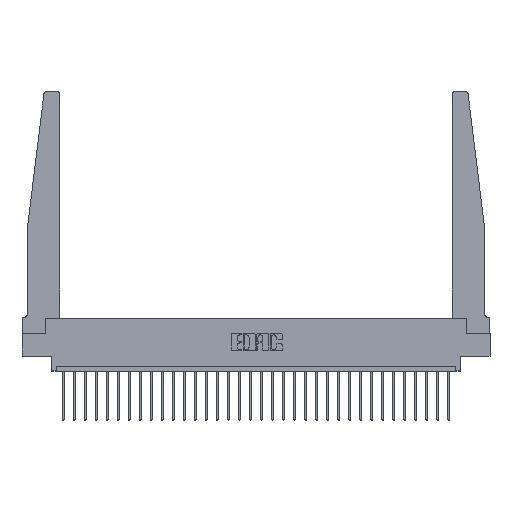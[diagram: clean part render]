
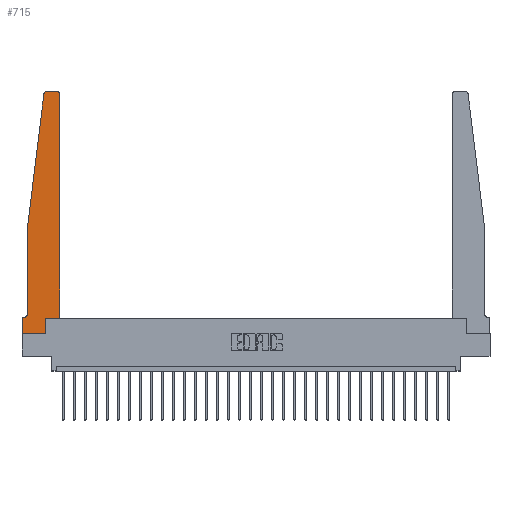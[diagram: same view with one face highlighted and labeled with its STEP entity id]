
A CAD part, top view. The second image highlights one B-rep face of the part: STEP entity #715.
In plain terms, the highlighted planar face has unit normal (0, 0, 1).
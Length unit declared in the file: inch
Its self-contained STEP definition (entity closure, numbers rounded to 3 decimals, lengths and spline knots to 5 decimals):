
#87 = AXIS2_PLACEMENT_3D ( 'NONE', #26779, #20749, #10063 ) ;
#201 = DIRECTION ( 'NONE',  ( 1., 0., 0. ) ) ;
#386 = ORIENTED_EDGE ( 'NONE', *, *, #8840, .T. ) ;
#415 = EDGE_CURVE ( 'NONE', #11466, #18058, #5215, .T. ) ;
#475 = ORIENTED_EDGE ( 'NONE', *, *, #15326, .T. ) ;
#510 = EDGE_CURVE ( 'NONE', #8210, #17546, #23100, .T. ) ;
#512 = ORIENTED_EDGE ( 'NONE', *, *, #6082, .T. ) ;
#613 = DIRECTION ( 'NONE',  ( 0., 0., 1. ) ) ;
#707 = LINE ( 'NONE', #12009, #13570 ) ;
#715 = ADVANCED_FACE ( 'NONE', ( #7190 ), #13316, .T. ) ;
#879 = CARTESIAN_POINT ( 'NONE',  ( 0.065, 0.1875, 0.37 ) ) ;
#927 = AXIS2_PLACEMENT_3D ( 'NONE', #6653, #13177, #17706 ) ;
#1034 = VECTOR ( 'NONE', #26768, 39.37008 ) ;
#1073 = DIRECTION ( 'NONE',  ( -1., 0., 0. ) ) ;
#2554 = EDGE_CURVE ( 'NONE', #3332, #23889, #8412, .T. ) ;
#3332 = VERTEX_POINT ( 'NONE', #4907 ) ;
#4174 = VERTEX_POINT ( 'NONE', #22566 ) ;
#4331 = CARTESIAN_POINT ( 'NONE',  ( 0.395, 2.75, 0.37 ) ) ;
#4509 = LINE ( 'NONE', #23024, #22432 ) ;
#4653 = DIRECTION ( 'NONE',  ( 0., 0., 1. ) ) ;
#4907 = CARTESIAN_POINT ( 'NONE',  ( 0.2605, 0., 0.37 ) ) ;
#5065 = VECTOR ( 'NONE', #11142, 39.37008 ) ;
#5215 = CIRCLE ( 'NONE', #23727, 0.03 ) ;
#6082 = EDGE_CURVE ( 'NONE', #22791, #19890, #6920, .T. ) ;
#6317 = DIRECTION ( 'NONE',  ( 0., -1., 0. ) ) ;
#6355 = VERTEX_POINT ( 'NONE', #17186 ) ;
#6634 = VECTOR ( 'NONE', #6928, 39.37008 ) ;
#6653 = CARTESIAN_POINT ( 'NONE',  ( 0.015, 0.2375, 0.37 ) ) ;
#6729 = CARTESIAN_POINT ( 'NONE',  ( 0.24675, 2.72367, 0.37 ) ) ;
#6920 = CIRCLE ( 'NONE', #87, 0.03 ) ;
#6926 = LINE ( 'NONE', #11700, #16409 ) ;
#6928 = DIRECTION ( 'NONE',  ( -1., 0., 0. ) ) ;
#7190 = FACE_OUTER_BOUND ( 'NONE', #7647, .T. ) ;
#7453 = CARTESIAN_POINT ( 'NONE',  ( 0.425, 2.72, 0.37 ) ) ;
#7647 = EDGE_LOOP ( 'NONE', ( #386, #9886, #20751, #14135, #27004, #19419, #475, #9999, #9553, #16745, #15494, #512 ) ) ;
#8210 = VERTEX_POINT ( 'NONE', #27337 ) ;
#8412 = LINE ( 'NONE', #26485, #1034 ) ;
#8840 = EDGE_CURVE ( 'NONE', #19890, #11466, #14431, .T. ) ;
#9096 = EDGE_CURVE ( 'NONE', #27334, #22791, #11394, .T. ) ;
#9553 = ORIENTED_EDGE ( 'NONE', *, *, #2554, .T. ) ;
#9707 = CARTESIAN_POINT ( 'NONE',  ( 0.425, 0.18, 0.37 ) ) ;
#9886 = ORIENTED_EDGE ( 'NONE', *, *, #415, .T. ) ;
#9999 = ORIENTED_EDGE ( 'NONE', *, *, #25905, .T. ) ;
#10063 = DIRECTION ( 'NONE',  ( 1., 0., 0. ) ) ;
#10229 = VECTOR ( 'NONE', #6317, 39.37008 ) ;
#11142 = DIRECTION ( 'NONE',  ( 1., 0., 0. ) ) ;
#11270 = CARTESIAN_POINT ( 'NONE',  ( 0.2605, 0.18, 0.37 ) ) ;
#11394 = LINE ( 'NONE', #16763, #12379 ) ;
#11466 = VERTEX_POINT ( 'NONE', #18412 ) ;
#11700 = CARTESIAN_POINT ( 'NONE',  ( 0.065, 1.25, 0.37 ) ) ;
#12009 = CARTESIAN_POINT ( 'NONE',  ( 0.065, 1.25, 0.37 ) ) ;
#12379 = VECTOR ( 'NONE', #16849, 39.37008 ) ;
#13177 = DIRECTION ( 'NONE',  ( 0., 0., -1. ) ) ;
#13316 = PLANE ( 'NONE',  #24292 ) ;
#13560 = CARTESIAN_POINT ( 'NONE',  ( 0.27653, 2.72, 0.37 ) ) ;
#13570 = VECTOR ( 'NONE', #24626, 39.37008 ) ;
#14135 = ORIENTED_EDGE ( 'NONE', *, *, #19643, .T. ) ;
#14431 = LINE ( 'NONE', #15834, #6634 ) ;
#14470 = CIRCLE ( 'NONE', #927, 0.05 ) ;
#14634 = DIRECTION ( 'NONE',  ( 1., 0., 0. ) ) ;
#15326 = EDGE_CURVE ( 'NONE', #17546, #22133, #21080, .T. ) ;
#15494 = ORIENTED_EDGE ( 'NONE', *, *, #9096, .T. ) ;
#15726 = DIRECTION ( 'NONE',  ( 1., 0., 0. ) ) ;
#15777 = EDGE_CURVE ( 'NONE', #23889, #27334, #4509, .T. ) ;
#15834 = CARTESIAN_POINT ( 'NONE',  ( 0.25, 2.75, 0.37 ) ) ;
#16409 = VECTOR ( 'NONE', #22219, 39.37008 ) ;
#16745 = ORIENTED_EDGE ( 'NONE', *, *, #15777, .T. ) ;
#16763 = CARTESIAN_POINT ( 'NONE',  ( 0.425, 0.18, 0.37 ) ) ;
#16849 = DIRECTION ( 'NONE',  ( 0., 1., 0. ) ) ;
#17186 = CARTESIAN_POINT ( 'NONE',  ( 0.065, 0.2375, 0.37 ) ) ;
#17546 = VERTEX_POINT ( 'NONE', #24429 ) ;
#17612 = EDGE_CURVE ( 'NONE', #18058, #4174, #707, .T. ) ;
#17706 = DIRECTION ( 'NONE',  ( -1., 0., 0. ) ) ;
#18058 = VERTEX_POINT ( 'NONE', #6729 ) ;
#18412 = CARTESIAN_POINT ( 'NONE',  ( 0.27653, 2.75, 0.37 ) ) ;
#19419 = ORIENTED_EDGE ( 'NONE', *, *, #510, .T. ) ;
#19643 = EDGE_CURVE ( 'NONE', #4174, #6355, #6926, .T. ) ;
#19691 = VECTOR ( 'NONE', #1073, 39.37008 ) ;
#19890 = VERTEX_POINT ( 'NONE', #4331 ) ;
#20749 = DIRECTION ( 'NONE',  ( 0., 0., 1. ) ) ;
#20751 = ORIENTED_EDGE ( 'NONE', *, *, #17612, .T. ) ;
#21080 = LINE ( 'NONE', #23337, #10229 ) ;
#21931 = CARTESIAN_POINT ( 'NONE',  ( 0., 0., 0.37 ) ) ;
#22133 = VERTEX_POINT ( 'NONE', #24567 ) ;
#22219 = DIRECTION ( 'NONE',  ( 0., -1., 0. ) ) ;
#22432 = VECTOR ( 'NONE', #14634, 39.37008 ) ;
#22566 = CARTESIAN_POINT ( 'NONE',  ( 0.065, 1.25, 0.37 ) ) ;
#22791 = VERTEX_POINT ( 'NONE', #7453 ) ;
#23024 = CARTESIAN_POINT ( 'NONE',  ( 0.425, 0.18, 0.37 ) ) ;
#23100 = LINE ( 'NONE', #879, #19691 ) ;
#23280 = LINE ( 'NONE', #21931, #5065 ) ;
#23337 = CARTESIAN_POINT ( 'NONE',  ( 0., 0., 0.37 ) ) ;
#23727 = AXIS2_PLACEMENT_3D ( 'NONE', #13560, #613, #15726 ) ;
#23889 = VERTEX_POINT ( 'NONE', #11270 ) ;
#24292 = AXIS2_PLACEMENT_3D ( 'NONE', #26132, #4653, #201 ) ;
#24429 = CARTESIAN_POINT ( 'NONE',  ( 0., 0.1875, 0.37 ) ) ;
#24567 = CARTESIAN_POINT ( 'NONE',  ( 0., 0., 0.37 ) ) ;
#24626 = DIRECTION ( 'NONE',  ( -0.122, -0.992, 0. ) ) ;
#25905 = EDGE_CURVE ( 'NONE', #22133, #3332, #23280, .T. ) ;
#26132 = CARTESIAN_POINT ( 'NONE',  ( 0., 0.1875, 0.37 ) ) ;
#26485 = CARTESIAN_POINT ( 'NONE',  ( 0.2605, 0.18, 0.37 ) ) ;
#26682 = EDGE_CURVE ( 'NONE', #6355, #8210, #14470, .T. ) ;
#26768 = DIRECTION ( 'NONE',  ( 0., 1., 0. ) ) ;
#26779 = CARTESIAN_POINT ( 'NONE',  ( 0.395, 2.72, 0.37 ) ) ;
#27004 = ORIENTED_EDGE ( 'NONE', *, *, #26682, .T. ) ;
#27334 = VERTEX_POINT ( 'NONE', #9707 ) ;
#27337 = CARTESIAN_POINT ( 'NONE',  ( 0.015, 0.1875, 0.37 ) ) ;
